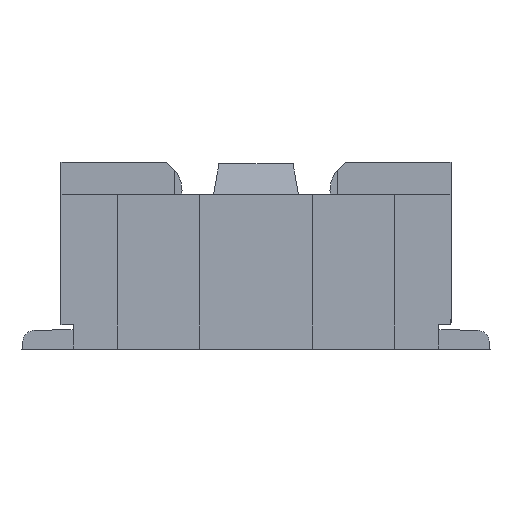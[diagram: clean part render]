
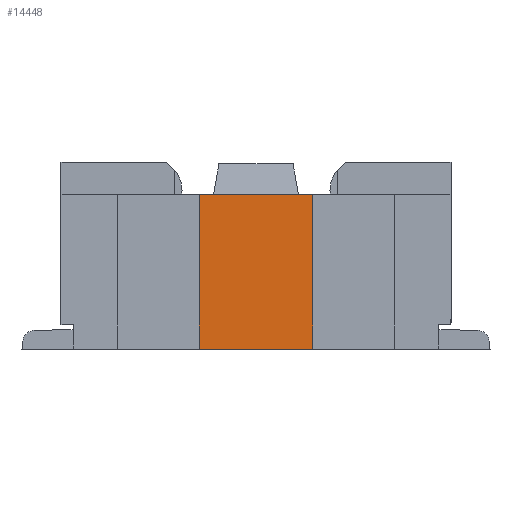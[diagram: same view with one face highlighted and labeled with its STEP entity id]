
A CAD part, left-side view. The second image highlights one B-rep face of the part: STEP entity #14448.
In plain terms, the highlighted planar face has unit normal (1, 0, 0).
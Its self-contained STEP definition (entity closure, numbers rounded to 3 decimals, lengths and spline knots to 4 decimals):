
#3829=DIRECTION('',(0.,1.,0.));
#3830=VECTOR('',#3829,1.4);
#3831=CARTESIAN_POINT('',(14.9879,39.2276,-11.5218));
#3832=LINE('',#3831,#3830);
#3833=DIRECTION('',(0.,0.,-1.));
#3834=VECTOR('',#3833,1.9);
#3835=CARTESIAN_POINT('',(14.9879,39.2276,-9.6218));
#3836=LINE('',#3835,#3834);
#3837=DIRECTION('',(0.,-1.,0.));
#3838=VECTOR('',#3837,1.4);
#3839=CARTESIAN_POINT('',(14.9879,40.6276,-9.6218));
#3840=LINE('',#3839,#3838);
#3845=DIRECTION('',(0.,0.,1.));
#3846=VECTOR('',#3845,1.9);
#3847=CARTESIAN_POINT('',(14.9879,40.6276,-11.5218));
#3848=LINE('',#3847,#3846);
#8422=CARTESIAN_POINT('',(14.9879,39.2276,-11.5218));
#8423=VERTEX_POINT('',#8422);
#8424=CARTESIAN_POINT('',(14.9879,40.6276,-11.5218));
#8425=VERTEX_POINT('',#8424);
#8887=CARTESIAN_POINT('',(14.9879,39.2276,-9.6218));
#8888=VERTEX_POINT('',#8887);
#8889=CARTESIAN_POINT('',(14.9879,40.6276,-9.6218));
#8890=VERTEX_POINT('',#8889);
#14436=CARTESIAN_POINT('',(14.9879,39.9276,
-10.5718));
#14437=DIRECTION('',(1.,0.,0.));
#14438=DIRECTION('',(0.,0.,-1.));
#14439=AXIS2_PLACEMENT_3D('',#14436,#14437,#14438);
#14440=PLANE('',#14439);
#14441=ORIENTED_EDGE('',*,*,#11205,.F.);
#14442=ORIENTED_EDGE('',*,*,#14430,.F.);
#14443=ORIENTED_EDGE('',*,*,#9726,.F.);
#14445=ORIENTED_EDGE('',*,*,#14444,.F.);
#14446=EDGE_LOOP('',(#14441,#14442,#14443,#14445));
#14447=FACE_OUTER_BOUND('',#14446,.F.);
#9726=EDGE_CURVE('',#8890,#8888,#3840,.T.);
#11205=EDGE_CURVE('',#8423,#8425,#3832,.T.);
#14430=EDGE_CURVE('',#8888,#8423,#3836,.T.);
#14444=EDGE_CURVE('',#8425,#8890,#3848,.T.);
#14448=ADVANCED_FACE('',(#14447),#14440,.T.);
